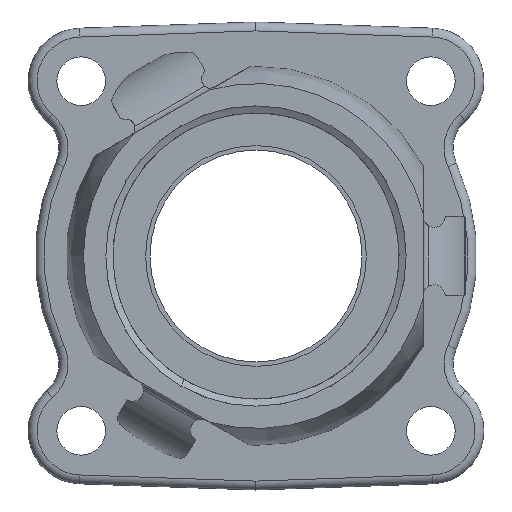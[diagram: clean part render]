
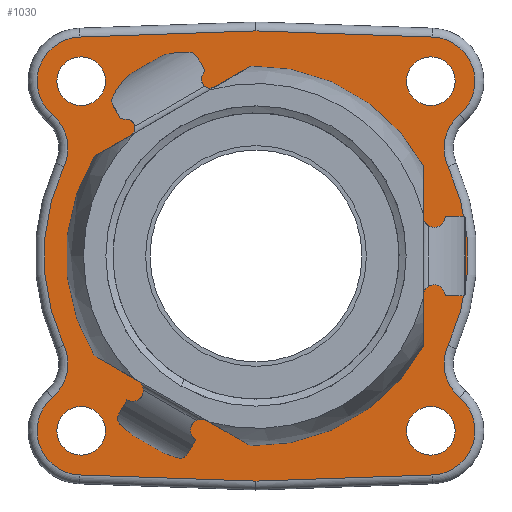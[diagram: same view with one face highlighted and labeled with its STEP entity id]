
A CAD part, front view. The second image highlights one B-rep face of the part: STEP entity #1030.
In plain terms, the highlighted planar face has unit normal (0, -1, 0).
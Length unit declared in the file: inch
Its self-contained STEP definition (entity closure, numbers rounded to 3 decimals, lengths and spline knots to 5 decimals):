
#1=CARTESIAN_POINT('',(3.25658,0.8905,-0.89301));
#2=DIRECTION('',(0.,1.,0.));
#3=DIRECTION('',(-0.907,0.,-0.421));
#4=AXIS2_PLACEMENT_3D('',#1,#2,#3);
#6=CARTESIAN_POINT('',(1.61244,0.8905,-1.65588));
#7=DIRECTION('',(0.,-1.,0.));
#8=DIRECTION('',(0.907,0.,-0.421));
#9=AXIS2_PLACEMENT_3D('',#6,#7,#8);
#11=CARTESIAN_POINT('',(3.25658,0.8905,-2.41874));
#12=DIRECTION('',(0.,1.,0.));
#13=DIRECTION('',(-0.651,0.,-0.759));
#14=AXIS2_PLACEMENT_3D('',#11,#12,#13);
#16=CARTESIAN_POINT('',(2.84987,0.8905,-2.89331));
#17=DIRECTION('',(0.,-1.,0.));
#18=DIRECTION('',(0.035,0.,-0.999));
#19=AXIS2_PLACEMENT_3D('',#16,#17,#18);
#21=DIRECTION('',(0.999,0.,0.035));
#22=VECTOR('',#21,1.24909);
#23=CARTESIAN_POINT('',(1.61244,0.8905,-3.24872));
#24=LINE('',#23,#22);
#25=DIRECTION('',(0.999,0.,-0.035));
#26=VECTOR('',#25,1.24909);
#27=CARTESIAN_POINT('',(0.36411,0.8905,-3.20512));
#28=LINE('',#27,#26);
#29=CARTESIAN_POINT('',(0.375,0.8905,-2.89331));
#30=DIRECTION('',(0.,-1.,0.));
#31=DIRECTION('',(-0.651,0.,0.759));
#32=AXIS2_PLACEMENT_3D('',#29,#30,#31);
#34=CARTESIAN_POINT('',(-0.0317,0.8905,-2.41874));
#35=DIRECTION('',(0.,1.,0.));
#36=DIRECTION('',(0.907,0.,0.421));
#37=AXIS2_PLACEMENT_3D('',#34,#35,#36);
#39=CARTESIAN_POINT('',(1.61244,0.8905,-1.65588));
#40=DIRECTION('',(0.,-1.,0.));
#41=DIRECTION('',(-0.907,0.,0.421));
#42=AXIS2_PLACEMENT_3D('',#39,#40,#41);
#44=CARTESIAN_POINT('',(-0.0317,0.8905,-0.89301));
#45=DIRECTION('',(0.,1.,0.));
#46=DIRECTION('',(0.651,0.,0.759));
#47=AXIS2_PLACEMENT_3D('',#44,#45,#46);
#49=CARTESIAN_POINT('',(0.375,0.8905,-0.41844));
#50=DIRECTION('',(0.,-1.,0.));
#51=DIRECTION('',(-0.035,0.,0.999));
#52=AXIS2_PLACEMENT_3D('',#49,#50,#51);
#54=DIRECTION('',(-0.999,0.,-0.035));
#55=VECTOR('',#54,1.24909);
#56=CARTESIAN_POINT('',(1.61244,0.8905,-0.06304));
#57=LINE('',#56,#55);
#58=DIRECTION('',(-0.999,0.,0.035));
#59=VECTOR('',#58,1.24909);
#60=CARTESIAN_POINT('',(2.86076,0.8905,-0.10663));
#61=LINE('',#60,#59);
#62=CARTESIAN_POINT('',(2.84987,0.8905,-0.41844));
#63=DIRECTION('',(0.,-1.,0.));
#64=DIRECTION('',(0.651,0.,-0.759));
#65=AXIS2_PLACEMENT_3D('',#62,#63,#64);
#67=CARTESIAN_POINT('',(1.61244,0.8905,-1.65588));
#68=DIRECTION('',(0.,-1.,0.));
#69=DIRECTION('',(0.,0.,-1.));
#70=AXIS2_PLACEMENT_3D('',#67,#68,#69);
#72=CARTESIAN_POINT('',(1.61244,0.8905,-1.65588));
#73=DIRECTION('',(0.,-1.,0.));
#74=DIRECTION('',(0.,0.,1.));
#75=AXIS2_PLACEMENT_3D('',#72,#73,#74);
#77=CARTESIAN_POINT('',(2.84987,0.8905,-0.41844));
#78=DIRECTION('',(0.,-1.,0.));
#79=DIRECTION('',(1.,0.,0.));
#80=AXIS2_PLACEMENT_3D('',#77,#78,#79);
#82=CARTESIAN_POINT('',(2.84987,0.8905,-0.41844));
#83=DIRECTION('',(0.,-1.,0.));
#84=DIRECTION('',(-1.,0.,0.));
#85=AXIS2_PLACEMENT_3D('',#82,#83,#84);
#87=CARTESIAN_POINT('',(0.375,0.8905,-0.41844));
#88=DIRECTION('',(0.,-1.,0.));
#89=DIRECTION('',(1.,0.,0.));
#90=AXIS2_PLACEMENT_3D('',#87,#88,#89);
#92=CARTESIAN_POINT('',(0.375,0.8905,-0.41844));
#93=DIRECTION('',(0.,-1.,0.));
#94=DIRECTION('',(-1.,0.,0.));
#95=AXIS2_PLACEMENT_3D('',#92,#93,#94);
#97=CARTESIAN_POINT('',(0.375,0.8905,-2.89331));
#98=DIRECTION('',(0.,-1.,0.));
#99=DIRECTION('',(1.,0.,0.));
#100=AXIS2_PLACEMENT_3D('',#97,#98,#99);
#102=CARTESIAN_POINT('',(0.375,0.8905,-2.89331));
#103=DIRECTION('',(0.,-1.,0.));
#104=DIRECTION('',(-1.,0.,0.));
#105=AXIS2_PLACEMENT_3D('',#102,#103,#104);
#107=CARTESIAN_POINT('',(2.84987,0.8905,-2.89331));
#108=DIRECTION('',(0.,-1.,0.));
#109=DIRECTION('',(1.,0.,0.));
#110=AXIS2_PLACEMENT_3D('',#107,#108,#109);
#112=CARTESIAN_POINT('',(2.84987,0.8905,-2.89331));
#113=DIRECTION('',(0.,-1.,0.));
#114=DIRECTION('',(-1.,0.,0.));
#115=AXIS2_PLACEMENT_3D('',#112,#113,#114);
#773=CARTESIAN_POINT('',(2.97265,0.8905,-1.02475));
#774=CARTESIAN_POINT('',(3.0529,0.8905,-0.65535));
#775=VERTEX_POINT('',#773);
#776=VERTEX_POINT('',#774);
#781=CARTESIAN_POINT('',(2.97265,0.8905,-2.287));
#782=VERTEX_POINT('',#781);
#785=CARTESIAN_POINT('',(3.0529,0.8905,-2.65641));
#786=VERTEX_POINT('',#785);
#789=CARTESIAN_POINT('',(2.86076,0.8905,-3.20512));
#790=VERTEX_POINT('',#789);
#793=CARTESIAN_POINT('',(1.61244,0.8905,-3.24872));
#794=VERTEX_POINT('',#793);
#799=CARTESIAN_POINT('',(0.36411,0.8905,-3.20512));
#800=VERTEX_POINT('',#799);
#801=CARTESIAN_POINT('',(0.17197,0.8905,-2.65641));
#802=VERTEX_POINT('',#801);
#805=CARTESIAN_POINT('',(0.25222,0.8905,-2.287));
#806=VERTEX_POINT('',#805);
#809=CARTESIAN_POINT('',(0.25222,0.8905,-1.02475));
#810=VERTEX_POINT('',#809);
#813=CARTESIAN_POINT('',(0.17197,0.8905,-0.65535));
#814=VERTEX_POINT('',#813);
#817=CARTESIAN_POINT('',(1.61244,0.8905,-0.06304));
#818=CARTESIAN_POINT('',(0.36411,0.8905,-0.10663));
#819=VERTEX_POINT('',#817);
#820=VERTEX_POINT('',#818);
#827=CARTESIAN_POINT('',(2.86076,0.8905,-0.10663));
#828=VERTEX_POINT('',#827);
#857=CARTESIAN_POINT('',(1.61244,0.8905,-2.84338));
#858=CARTESIAN_POINT('',(1.61244,0.8905,-0.46838));
#859=VERTEX_POINT('',#857);
#860=VERTEX_POINT('',#858);
#865=CARTESIAN_POINT('',(3.02175,0.8905,-0.41844));
#866=CARTESIAN_POINT('',(2.678,0.8905,-0.41844));
#867=VERTEX_POINT('',#865);
#868=VERTEX_POINT('',#866);
#869=CARTESIAN_POINT('',(0.54688,0.8905,-0.41844));
#870=CARTESIAN_POINT('',(0.20313,0.8905,-0.41844));
#871=VERTEX_POINT('',#869);
#872=VERTEX_POINT('',#870);
#873=CARTESIAN_POINT('',(0.54688,0.8905,-2.89331));
#874=CARTESIAN_POINT('',(0.20313,0.8905,-2.89331));
#875=VERTEX_POINT('',#873);
#876=VERTEX_POINT('',#874);
#877=CARTESIAN_POINT('',(3.02175,0.8905,-2.89331));
#878=CARTESIAN_POINT('',(2.678,0.8905,-2.89331));
#879=VERTEX_POINT('',#877);
#880=VERTEX_POINT('',#878);
#965=CARTESIAN_POINT('',(1.61244,0.8905,-1.65588));
#966=DIRECTION('',(0.,1.,0.));
#967=DIRECTION('',(1.,0.,0.));
#968=AXIS2_PLACEMENT_3D('',#965,#966,#967);
#969=PLANE('',#968);
#971=ORIENTED_EDGE('',*,*,#970,.F.);
#973=ORIENTED_EDGE('',*,*,#972,.F.);
#975=ORIENTED_EDGE('',*,*,#974,.F.);
#977=ORIENTED_EDGE('',*,*,#976,.F.);
#979=ORIENTED_EDGE('',*,*,#978,.F.);
#981=ORIENTED_EDGE('',*,*,#980,.F.);
#983=ORIENTED_EDGE('',*,*,#982,.F.);
#985=ORIENTED_EDGE('',*,*,#984,.F.);
#987=ORIENTED_EDGE('',*,*,#986,.F.);
#989=ORIENTED_EDGE('',*,*,#988,.F.);
#991=ORIENTED_EDGE('',*,*,#990,.F.);
#993=ORIENTED_EDGE('',*,*,#992,.F.);
#995=ORIENTED_EDGE('',*,*,#994,.F.);
#997=ORIENTED_EDGE('',*,*,#996,.F.);
#998=EDGE_LOOP('',(#971,#973,#975,#977,#979,#981,#983,#985,#987,#989,#991,#993,
#995,#997));
#999=FACE_OUTER_BOUND('',#998,.F.);
#1001=ORIENTED_EDGE('',*,*,#1000,.T.);
#1003=ORIENTED_EDGE('',*,*,#1002,.T.);
#1004=EDGE_LOOP('',(#1001,#1003));
#1005=FACE_BOUND('',#1004,.F.);
#1007=ORIENTED_EDGE('',*,*,#1006,.T.);
#1009=ORIENTED_EDGE('',*,*,#1008,.T.);
#1010=EDGE_LOOP('',(#1007,#1009));
#1011=FACE_BOUND('',#1010,.F.);
#1013=ORIENTED_EDGE('',*,*,#1012,.T.);
#1015=ORIENTED_EDGE('',*,*,#1014,.T.);
#1016=EDGE_LOOP('',(#1013,#1015));
#1017=FACE_BOUND('',#1016,.F.);
#1019=ORIENTED_EDGE('',*,*,#1018,.T.);
#1021=ORIENTED_EDGE('',*,*,#1020,.T.);
#1022=EDGE_LOOP('',(#1019,#1021));
#1023=FACE_BOUND('',#1022,.F.);
#1025=ORIENTED_EDGE('',*,*,#1024,.T.);
#1027=ORIENTED_EDGE('',*,*,#1026,.T.);
#1028=EDGE_LOOP('',(#1025,#1027));
#1029=FACE_BOUND('',#1028,.F.);
#5=CIRCLE('',#4,0.313);
#10=CIRCLE('',#9,1.4995);
#15=CIRCLE('',#14,0.313);
#20=CIRCLE('',#19,0.312);
#33=CIRCLE('',#32,0.312);
#38=CIRCLE('',#37,0.313);
#43=CIRCLE('',#42,1.4995);
#48=CIRCLE('',#47,0.313);
#53=CIRCLE('',#52,0.312);
#66=CIRCLE('',#65,0.312);
#71=CIRCLE('',#70,1.1875);
#76=CIRCLE('',#75,1.1875);
#81=CIRCLE('',#80,0.17188);
#86=CIRCLE('',#85,0.17188);
#91=CIRCLE('',#90,0.17188);
#96=CIRCLE('',#95,0.17188);
#101=CIRCLE('',#100,0.17188);
#106=CIRCLE('',#105,0.17188);
#111=CIRCLE('',#110,0.17188);
#116=CIRCLE('',#115,0.17188);
#970=EDGE_CURVE('',#775,#776,#5,.T.);
#972=EDGE_CURVE('',#782,#775,#10,.T.);
#974=EDGE_CURVE('',#786,#782,#15,.T.);
#976=EDGE_CURVE('',#790,#786,#20,.T.);
#978=EDGE_CURVE('',#794,#790,#24,.T.);
#980=EDGE_CURVE('',#800,#794,#28,.T.);
#982=EDGE_CURVE('',#802,#800,#33,.T.);
#984=EDGE_CURVE('',#806,#802,#38,.T.);
#986=EDGE_CURVE('',#810,#806,#43,.T.);
#988=EDGE_CURVE('',#814,#810,#48,.T.);
#990=EDGE_CURVE('',#820,#814,#53,.T.);
#992=EDGE_CURVE('',#819,#820,#57,.T.);
#994=EDGE_CURVE('',#828,#819,#61,.T.);
#996=EDGE_CURVE('',#776,#828,#66,.T.);
#1000=EDGE_CURVE('',#859,#860,#71,.T.);
#1002=EDGE_CURVE('',#860,#859,#76,.T.);
#1006=EDGE_CURVE('',#867,#868,#81,.T.);
#1008=EDGE_CURVE('',#868,#867,#86,.T.);
#1012=EDGE_CURVE('',#871,#872,#91,.T.);
#1014=EDGE_CURVE('',#872,#871,#96,.T.);
#1018=EDGE_CURVE('',#875,#876,#101,.T.);
#1020=EDGE_CURVE('',#876,#875,#106,.T.);
#1024=EDGE_CURVE('',#879,#880,#111,.T.);
#1026=EDGE_CURVE('',#880,#879,#116,.T.);
#1030=ADVANCED_FACE('',(#999,#1005,#1011,#1017,#1023,#1029),#969,.F.);
